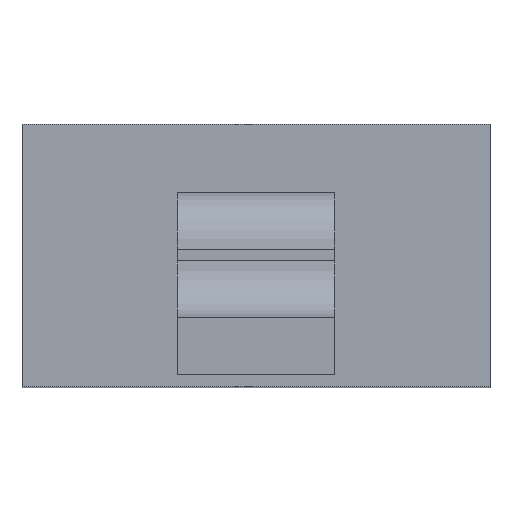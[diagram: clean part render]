
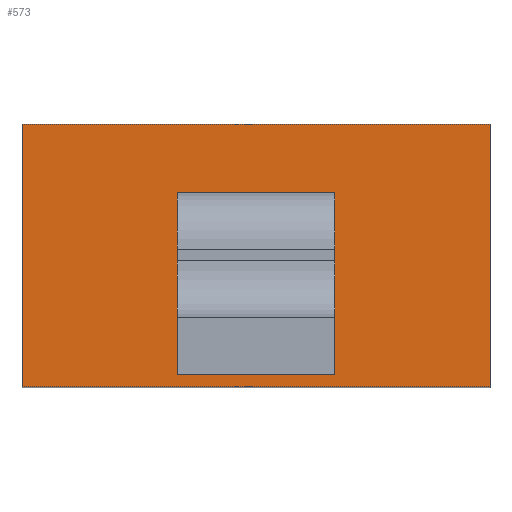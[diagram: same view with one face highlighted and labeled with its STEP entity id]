
A CAD part, top view. The second image highlights one B-rep face of the part: STEP entity #573.
In plain terms, the highlighted planar face has unit normal (0, 0, 1).
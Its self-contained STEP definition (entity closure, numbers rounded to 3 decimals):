
#47=FACE_OUTER_BOUND('',#80,.T.);
#80=EDGE_LOOP('',(#429,#430,#431,#432));
#108=LINE('',#822,#179);
#116=LINE('',#838,#187);
#130=LINE('',#867,#201);
#132=LINE('',#870,#203);
#179=VECTOR('',#664,10.);
#187=VECTOR('',#676,10.);
#201=VECTOR('',#704,10.);
#203=VECTOR('',#708,10.);
#248=VERTEX_POINT('',#818);
#249=VERTEX_POINT('',#820);
#255=VERTEX_POINT('',#836);
#263=VERTEX_POINT('',#866);
#302=EDGE_CURVE('',#249,#248,#108,.T.);
#310=EDGE_CURVE('',#249,#255,#116,.T.);
#324=EDGE_CURVE('',#248,#263,#130,.T.);
#326=EDGE_CURVE('',#263,#255,#132,.T.);
#429=ORIENTED_EDGE('',*,*,#302,.F.);
#430=ORIENTED_EDGE('',*,*,#310,.T.);
#431=ORIENTED_EDGE('',*,*,#326,.F.);
#432=ORIENTED_EDGE('',*,*,#324,.F.);
#544=PLANE('',#622);
#573=ADVANCED_FACE('',(#47),#544,.T.);
#622=AXIS2_PLACEMENT_3D('',#869,#706,#707);
#664=DIRECTION('',(-1.,0.,0.));
#676=DIRECTION('',(0.,1.,0.));
#704=DIRECTION('',(0.,1.,0.));
#706=DIRECTION('center_axis',(0.,0.,1.));
#707=DIRECTION('ref_axis',(1.,0.,0.));
#708=DIRECTION('',(1.,0.,0.));
#818=CARTESIAN_POINT('',(0.,0.,2.18));
#820=CARTESIAN_POINT('',(2.05,0.,2.18));
#822=CARTESIAN_POINT('',(2.05,0.,2.18));
#836=CARTESIAN_POINT('',(2.05,1.15,2.18));
#838=CARTESIAN_POINT('',(2.05,0.,2.18));
#866=CARTESIAN_POINT('',(0.,1.15,2.18));
#867=CARTESIAN_POINT('',(0.,0.,2.18));
#869=CARTESIAN_POINT('Origin',(0.,0.,2.18));
#870=CARTESIAN_POINT('',(2.05,1.15,2.18));
